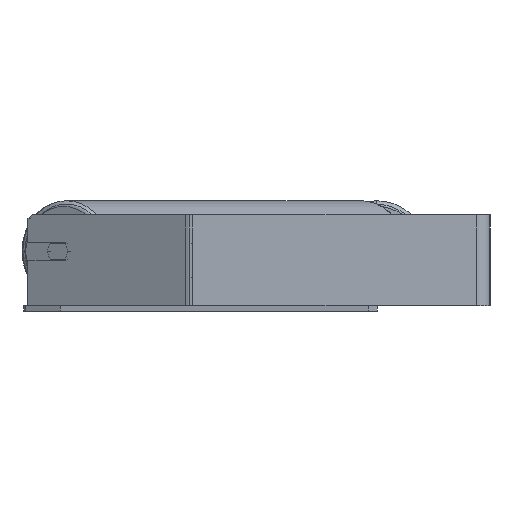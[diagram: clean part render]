
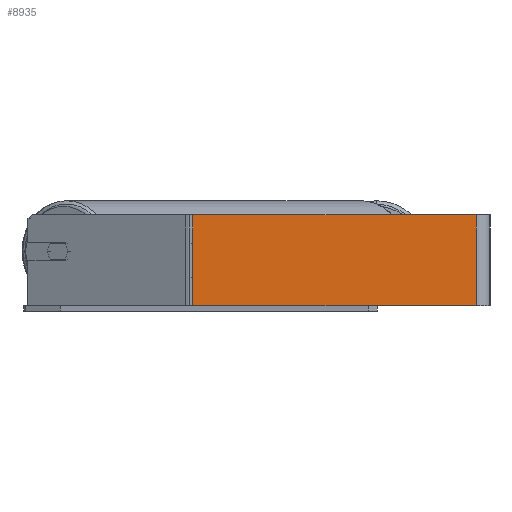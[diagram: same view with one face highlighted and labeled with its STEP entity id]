
A CAD part, left-side view. The second image highlights one B-rep face of the part: STEP entity #8935.
In plain terms, the highlighted planar face has unit normal (-1, 0, 0).
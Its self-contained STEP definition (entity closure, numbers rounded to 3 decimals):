
#55 = DIRECTION ( 'NONE',  ( 0., 0., -1. ) ) ;
#96 = DIRECTION ( 'NONE',  ( 0., -1., 0. ) ) ;
#206 = DIRECTION ( 'NONE',  ( 1., 0., 0. ) ) ;
#739 = ORIENTED_EDGE ( 'NONE', *, *, #9071, .F. ) ;
#1125 = VERTEX_POINT ( 'NONE', #5137 ) ;
#1426 = CARTESIAN_POINT ( 'NONE',  ( -840., 265.516, 40. ) ) ;
#1434 = DIRECTION ( 'NONE',  ( 0., 0., -1. ) ) ;
#1808 = EDGE_CURVE ( 'NONE', #9181, #7739, #7296, .T. ) ;
#2027 = CARTESIAN_POINT ( 'NONE',  ( -840., 262.3, 40. ) ) ;
#3641 = LINE ( 'NONE', #1426, #9267 ) ;
#3735 = DIRECTION ( 'NONE',  ( 0., 0., -1. ) ) ;
#3918 = PLANE ( 'NONE',  #7284 ) ;
#4526 = LINE ( 'NONE', #5957, #7546 ) ;
#4679 = CARTESIAN_POINT ( 'NONE',  ( -840., 262.3, -40. ) ) ;
#5011 = CARTESIAN_POINT ( 'NONE',  ( -840., 262.3, 40. ) ) ;
#5074 = DIRECTION ( 'NONE',  ( 0., -1., 0. ) ) ;
#5077 = LINE ( 'NONE', #9319, #5443 ) ;
#5137 = CARTESIAN_POINT ( 'NONE',  ( -840., 12., -40. ) ) ;
#5443 = VECTOR ( 'NONE', #1434, 1000. ) ;
#5486 = VECTOR ( 'NONE', #55, 1000. ) ;
#5617 = EDGE_LOOP ( 'NONE', ( #6554, #8504, #739, #8865 ) ) ;
#5957 = CARTESIAN_POINT ( 'NONE',  ( -840., 265.516, -40. ) ) ;
#6492 = EDGE_CURVE ( 'NONE', #7550, #1125, #5077, .T. ) ;
#6554 = ORIENTED_EDGE ( 'NONE', *, *, #7351, .T. ) ;
#6823 = CARTESIAN_POINT ( 'NONE',  ( -840., 265.516, 40. ) ) ;
#7284 = AXIS2_PLACEMENT_3D ( 'NONE', #6823, #206, #3735 ) ;
#7296 = LINE ( 'NONE', #5011, #5486 ) ;
#7351 = EDGE_CURVE ( 'NONE', #7739, #1125, #4526, .T. ) ;
#7546 = VECTOR ( 'NONE', #96, 1000. ) ;
#7550 = VERTEX_POINT ( 'NONE', #7832 ) ;
#7739 = VERTEX_POINT ( 'NONE', #4679 ) ;
#7832 = CARTESIAN_POINT ( 'NONE',  ( -840., 12., 40. ) ) ;
#8078 = FACE_OUTER_BOUND ( 'NONE', #5617, .T. ) ;
#8504 = ORIENTED_EDGE ( 'NONE', *, *, #6492, .F. ) ;
#8865 = ORIENTED_EDGE ( 'NONE', *, *, #1808, .T. ) ;
#8935 = ADVANCED_FACE ( 'NONE', ( #8078 ), #3918, .F. ) ;
#9071 = EDGE_CURVE ( 'NONE', #9181, #7550, #3641, .T. ) ;
#9181 = VERTEX_POINT ( 'NONE', #2027 ) ;
#9267 = VECTOR ( 'NONE', #5074, 1000. ) ;
#9319 = CARTESIAN_POINT ( 'NONE',  ( -840., 12., 40. ) ) ;
